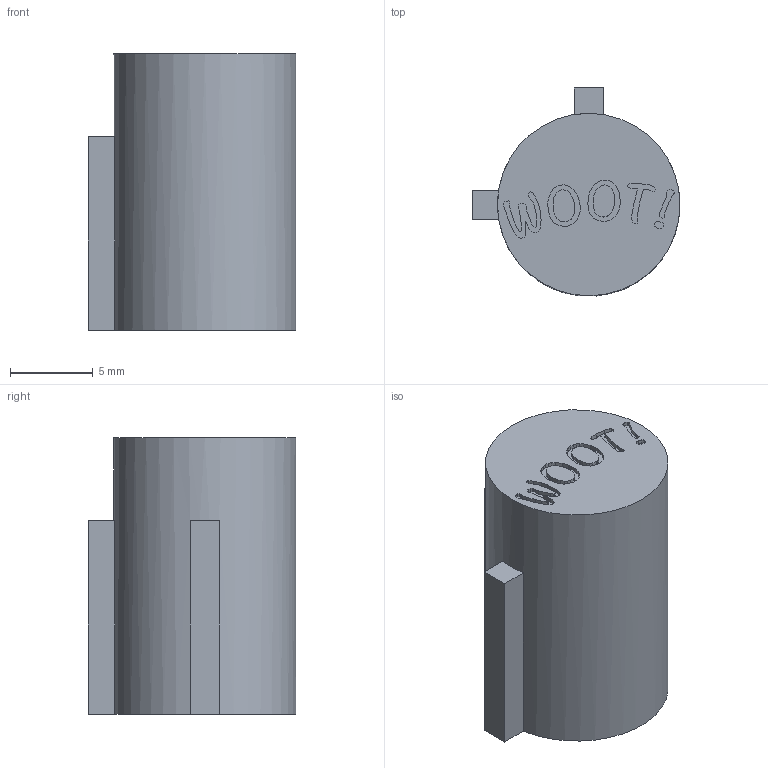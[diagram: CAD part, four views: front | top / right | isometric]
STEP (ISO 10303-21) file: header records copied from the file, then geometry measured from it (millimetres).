
FILE_DESCRIPTION(/* description */ ('STEP AP242','CAx-IF Rec.Pracs.---Representation and Presentation of Product Manufacturing Information (PMI)---4.0---2014-10-13','CAx-IF Rec.Pracs.---3D Tessellated Geometry---0.4---2014-09-14','2;1'),/* implementation_level */ '2;1');
FILE_NAME(/* name */ '690246228c2391db00046b96',/* time_stamp */ '2025-10-29T16:51:47Z',/* author */ (''),/* organization */ (''),/* preprocessor_version */ 'ST-DEVELOPER v20',/* originating_system */ 'ONSHAPE BY PTC INC, 1.205',/* authorisation */ ' ');
FILE_SCHEMA (('AP242_MANAGED_MODEL_BASED_3D_ENGINEERING_MIM_LF { 1 0 10303 442 1 1 4 }'));
Length unit declared in the file: metre
Products named in the file (1): Button
Bounding box: 12.54 x 12.54 x 16.68 mm (x, y, z)
Volume: 1647 mm3; surface area: 865.8 mm2
Topology: 1 solids, 1 shells, 246 faces, 708 edges, 472 vertices
Faces by surface type: plane 245, cylinder 1
Full cylindrical faces by diameter (mm): 11 x1
Entity records: 7905 total; most frequent: CARTESIAN_POINT 1424, ORIENTED_EDGE 1412, DIRECTION 1205, EDGE_CURVE 706, LINE 701, VECTOR 701, VERTEX_POINT 471, EDGE_LOOP 255
